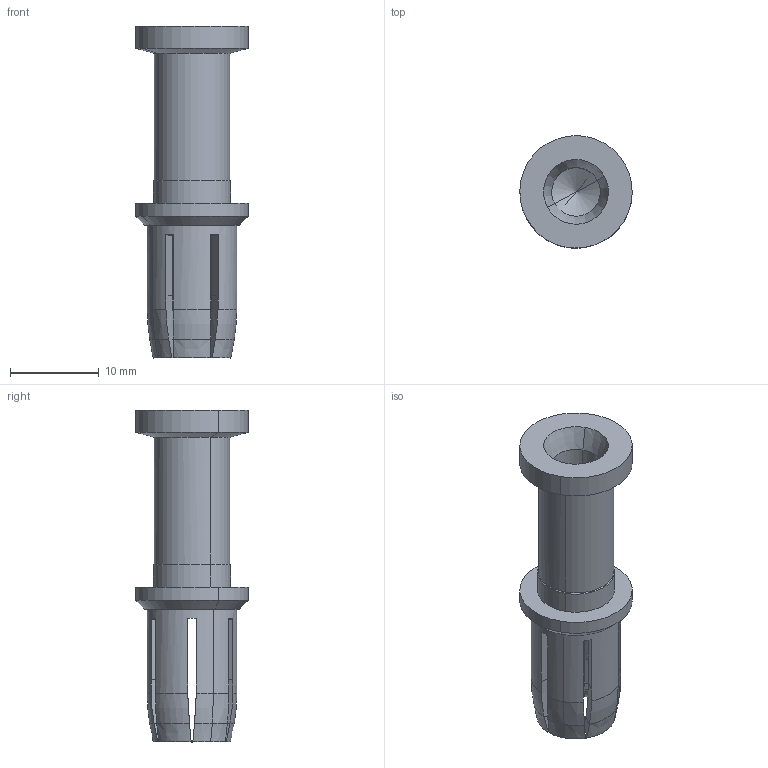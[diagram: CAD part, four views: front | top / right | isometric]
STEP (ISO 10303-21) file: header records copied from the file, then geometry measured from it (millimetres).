
FILE_DESCRIPTION(('CATIA V5 STEP','CAx-IF Rec.Pracs.--- Model Styling and Organization---1.2---2011-12-15'),'2;1');
FILE_NAME ('13284378_2', '2018-07-12T06:36:10+00:00', ('none'), ('Weidmueller'), 'CATIA Version 5-6 Release 2014 SP4 HF52', 'CATIA V5 STEP AP214', 'none');
FILE_SCHEMA(('AUTOMOTIVE_DESIGN { 1 0 10303 214 1 1 1 1 }'));
Length unit declared in the file: millimetre
Products named in the file (1): 1435810000
Bounding box: 12.7 x 12.7 x 37.5 mm (x, y, z)
Volume: 1645 mm3; surface area: 2209.4 mm2
Topology: 1 solids, 1 shells, 139 faces, 364 edges, 226 vertices
Faces by surface type: cylinder 38, cone 36, plane 33, revolution 16, torus 16
Entity records: 4243 total; most frequent: CARTESIAN_POINT 1391, ORIENTED_EDGE 720, EDGE_CURVE 360, DIRECTION 351, VERTEX_POINT 226, AXIS2_PLACEMENT_3D 170, B_SPLINE_CURVE_WITH_KNOTS 165, EDGE_LOOP 142
